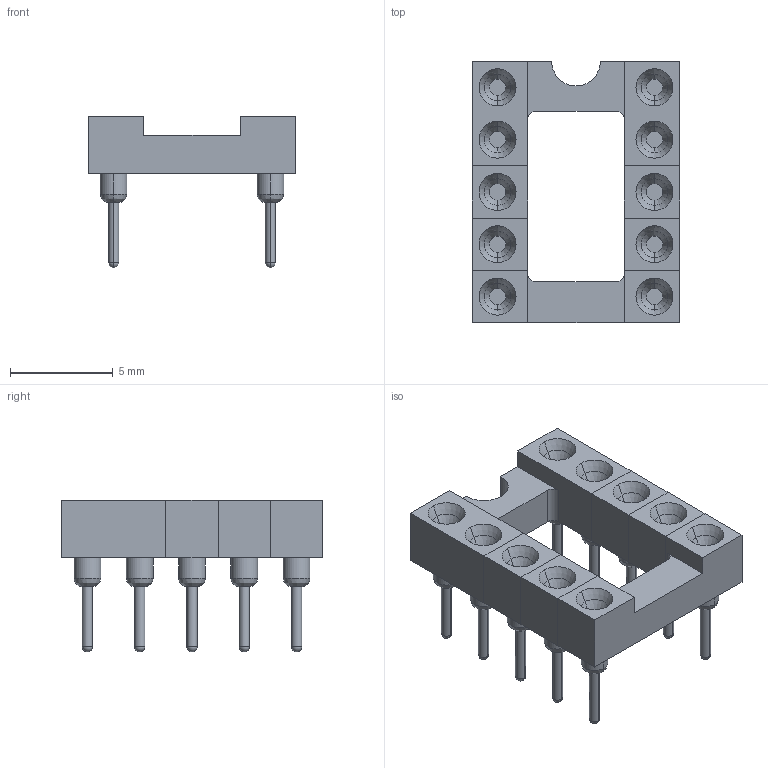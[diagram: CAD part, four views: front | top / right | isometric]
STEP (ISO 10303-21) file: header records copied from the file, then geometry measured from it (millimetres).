
FILE_DESCRIPTION((''),'2;1');
FILE_NAME('DIPS10-300.stp','2013-08-22T13:47:35',(''),(''),'Mechanical Desktop 2011','Mechanical Desktop 2011',', , ');
FILE_SCHEMA(('AUTOMOTIVE_DESIGN { 1 2 10303 214 1 1 1 1 }'));
Length unit declared in the file: millimetre
Products named in the file (1): Product
Bounding box: 10.1 x 12.7 x 7.37 mm (x, y, z)
Volume: 229 mm3; surface area: 836.3 mm2
Topology: 36 solids, 36 shells, 284 faces, 566 edges, 334 vertices
Faces by surface type: cylinder 105, plane 99, cone 40, bspline 20, sphere 20
Entity records: 8064 total; most frequent: CARTESIAN_POINT 2045, DIRECTION 1366, ORIENTED_EDGE 1092, AXIS2_PLACEMENT_3D 555, EDGE_CURVE 546, VERTEX_POINT 334, EDGE_LOOP 304, CIRCLE 290
